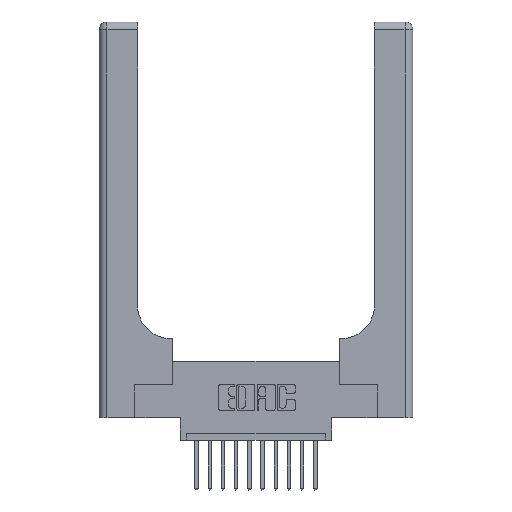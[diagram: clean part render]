
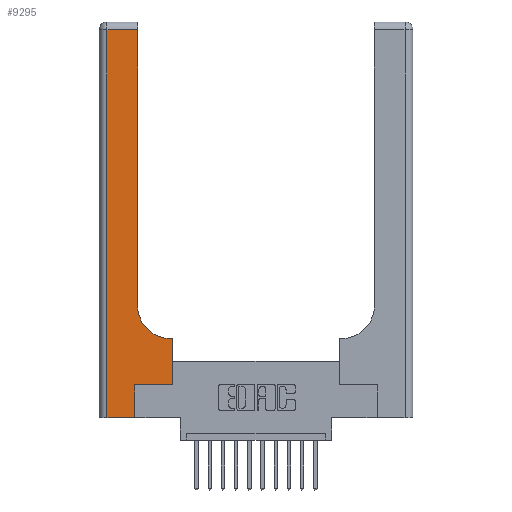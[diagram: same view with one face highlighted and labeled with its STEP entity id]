
A CAD part, top view. The second image highlights one B-rep face of the part: STEP entity #9295.
In plain terms, the highlighted planar face has unit normal (0, 0, 1).
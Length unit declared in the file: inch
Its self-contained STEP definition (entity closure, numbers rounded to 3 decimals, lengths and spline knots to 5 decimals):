
#837 = ORIENTED_EDGE ( 'NONE', *, *, #7539, .T. ) ;
#948 = VERTEX_POINT ( 'NONE', #9732 ) ;
#1052 = DIRECTION ( 'NONE',  ( -1., 0., 0. ) ) ;
#1083 = VERTEX_POINT ( 'NONE', #15264 ) ;
#1534 = DIRECTION ( 'NONE',  ( -1., 0., 0. ) ) ;
#1846 = VERTEX_POINT ( 'NONE', #11900 ) ;
#1875 = VECTOR ( 'NONE', #10418, 39.37008 ) ;
#2229 = DIRECTION ( 'NONE',  ( 0., 1., 0. ) ) ;
#2564 = AXIS2_PLACEMENT_3D ( 'NONE', #5429, #5204, #13447 ) ;
#2982 = VERTEX_POINT ( 'NONE', #5103 ) ;
#3118 = VERTEX_POINT ( 'NONE', #7519 ) ;
#3558 = DIRECTION ( 'NONE',  ( 0., 1., 0. ) ) ;
#3600 = VECTOR ( 'NONE', #13970, 39.37008 ) ;
#4111 = VERTEX_POINT ( 'NONE', #11468 ) ;
#4450 = LINE ( 'NONE', #10172, #14394 ) ;
#4783 = VECTOR ( 'NONE', #15659, 39.37008 ) ;
#4977 = ORIENTED_EDGE ( 'NONE', *, *, #6773, .T. ) ;
#5060 = CARTESIAN_POINT ( 'NONE',  ( 0.5585, 0.25, 0.37 ) ) ;
#5103 = CARTESIAN_POINT ( 'NONE',  ( 0.2915, 2.94, 0.37 ) ) ;
#5204 = DIRECTION ( 'NONE',  ( 0., 0., -1. ) ) ;
#5429 = CARTESIAN_POINT ( 'NONE',  ( 0.5415, 0.85, 0.37 ) ) ;
#5517 = EDGE_CURVE ( 'NONE', #11722, #1846, #9639, .T. ) ;
#5943 = DIRECTION ( 'NONE',  ( 0., 1., 0. ) ) ;
#6325 = LINE ( 'NONE', #12627, #3600 ) ;
#6620 = EDGE_CURVE ( 'NONE', #3118, #2982, #4450, .T. ) ;
#6773 = EDGE_CURVE ( 'NONE', #1083, #16494, #9018, .T. ) ;
#6809 = ORIENTED_EDGE ( 'NONE', *, *, #5517, .T. ) ;
#6867 = FACE_OUTER_BOUND ( 'NONE', #16761, .T. ) ;
#7082 = LINE ( 'NONE', #13048, #4783 ) ;
#7207 = CARTESIAN_POINT ( 'NONE',  ( 0.5585, 0.25, 0.37 ) ) ;
#7519 = CARTESIAN_POINT ( 'NONE',  ( 0.2915, 0.85, 0.37 ) ) ;
#7539 = EDGE_CURVE ( 'NONE', #1846, #14785, #10637, .T. ) ;
#7725 = ORIENTED_EDGE ( 'NONE', *, *, #6620, .T. ) ;
#7994 = CARTESIAN_POINT ( 'NONE',  ( 0.269, 0., 0.37 ) ) ;
#8138 = CARTESIAN_POINT ( 'NONE',  ( 0.269, 0.25, 0.37 ) ) ;
#8370 = ORIENTED_EDGE ( 'NONE', *, *, #9673, .T. ) ;
#8614 = VECTOR ( 'NONE', #3558, 39.37008 ) ;
#8640 = EDGE_CURVE ( 'NONE', #948, #4111, #8959, .T. ) ;
#8959 = LINE ( 'NONE', #16950, #1875 ) ;
#8972 = CARTESIAN_POINT ( 'NONE',  ( 0.269, 0., 0.37 ) ) ;
#9018 = LINE ( 'NONE', #13249, #16435 ) ;
#9025 = DIRECTION ( 'NONE',  ( 0., 0., -1. ) ) ;
#9295 = ADVANCED_FACE ( 'NONE', ( #6867 ), #14449, .F. ) ;
#9297 = AXIS2_PLACEMENT_3D ( 'NONE', #10457, #9025, #1052 ) ;
#9412 = DIRECTION ( 'NONE',  ( 1., 0., 0. ) ) ;
#9639 = LINE ( 'NONE', #7994, #8614 ) ;
#9673 = EDGE_CURVE ( 'NONE', #14785, #1083, #14252, .T. ) ;
#9732 = CARTESIAN_POINT ( 'NONE',  ( 0.06, 2.94, 0.37 ) ) ;
#10172 = CARTESIAN_POINT ( 'NONE',  ( 0.2915, 3., 0.37 ) ) ;
#10418 = DIRECTION ( 'NONE',  ( 0., -1., 0. ) ) ;
#10457 = CARTESIAN_POINT ( 'NONE',  ( 0., 3., 0.37 ) ) ;
#10637 = LINE ( 'NONE', #8138, #14969 ) ;
#10988 = EDGE_CURVE ( 'NONE', #4111, #11722, #7082, .T. ) ;
#11158 = ORIENTED_EDGE ( 'NONE', *, *, #10988, .T. ) ;
#11196 = ORIENTED_EDGE ( 'NONE', *, *, #15871, .T. ) ;
#11341 = ORIENTED_EDGE ( 'NONE', *, *, #8640, .T. ) ;
#11468 = CARTESIAN_POINT ( 'NONE',  ( 0.06, 0., 0.37 ) ) ;
#11722 = VERTEX_POINT ( 'NONE', #8972 ) ;
#11751 = CIRCLE ( 'NONE', #2564, 0.25 ) ;
#11900 = CARTESIAN_POINT ( 'NONE',  ( 0.269, 0.25, 0.37 ) ) ;
#12112 = ORIENTED_EDGE ( 'NONE', *, *, #13477, .T. ) ;
#12627 = CARTESIAN_POINT ( 'NONE',  ( 0., 2.94, 0.37 ) ) ;
#13048 = CARTESIAN_POINT ( 'NONE',  ( 0., 0., 0.37 ) ) ;
#13249 = CARTESIAN_POINT ( 'NONE',  ( 0.2915, 0.6, 0.37 ) ) ;
#13447 = DIRECTION ( 'NONE',  ( 1., 0., 0. ) ) ;
#13477 = EDGE_CURVE ( 'NONE', #16494, #3118, #11751, .T. ) ;
#13970 = DIRECTION ( 'NONE',  ( -1., 0., 0. ) ) ;
#14252 = LINE ( 'NONE', #7207, #15669 ) ;
#14394 = VECTOR ( 'NONE', #2229, 39.37008 ) ;
#14449 = PLANE ( 'NONE',  #9297 ) ;
#14785 = VERTEX_POINT ( 'NONE', #5060 ) ;
#14969 = VECTOR ( 'NONE', #9412, 39.37008 ) ;
#15264 = CARTESIAN_POINT ( 'NONE',  ( 0.5585, 0.6, 0.37 ) ) ;
#15659 = DIRECTION ( 'NONE',  ( 1., 0., 0. ) ) ;
#15669 = VECTOR ( 'NONE', #5943, 39.37008 ) ;
#15871 = EDGE_CURVE ( 'NONE', #2982, #948, #6325, .T. ) ;
#16435 = VECTOR ( 'NONE', #1534, 39.37008 ) ;
#16494 = VERTEX_POINT ( 'NONE', #16538 ) ;
#16538 = CARTESIAN_POINT ( 'NONE',  ( 0.5415, 0.6, 0.37 ) ) ;
#16761 = EDGE_LOOP ( 'NONE', ( #7725, #11196, #11341, #11158, #6809, #837, #8370, #4977, #12112 ) ) ;
#16950 = CARTESIAN_POINT ( 'NONE',  ( 0.06, 3., 0.37 ) ) ;
